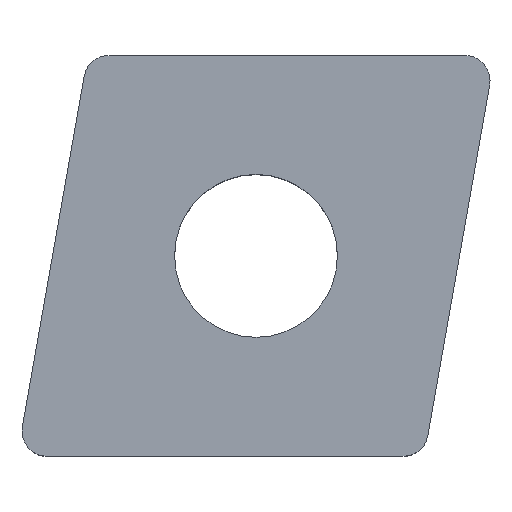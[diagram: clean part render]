
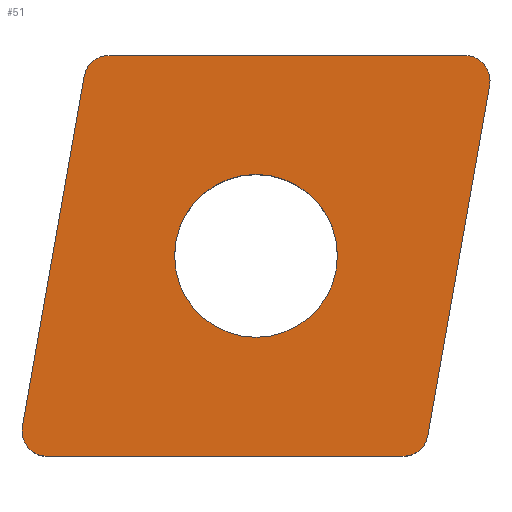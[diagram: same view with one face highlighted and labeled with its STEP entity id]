
A CAD part, top view. The second image highlights one B-rep face of the part: STEP entity #51.
In plain terms, the highlighted planar face has unit normal (0, 0, 1).
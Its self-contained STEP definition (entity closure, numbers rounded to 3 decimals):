
#51=ADVANCED_FACE('',(#69,#70),#63,.T.);
#63=PLANE('',#339);
#69=FACE_BOUND('',#73,.T.);
#70=FACE_BOUND('',#74,.T.);
#73=EDGE_LOOP('',(#87,#88,#89,#90,#91,#92,#93,#94));
#74=EDGE_LOOP('',(#95,#96));
#87=ORIENTED_EDGE('',*,*,#167,.F.);
#88=ORIENTED_EDGE('',*,*,#168,.F.);
#89=ORIENTED_EDGE('',*,*,#169,.F.);
#90=ORIENTED_EDGE('',*,*,#170,.F.);
#91=ORIENTED_EDGE('',*,*,#171,.F.);
#92=ORIENTED_EDGE('',*,*,#172,.F.);
#93=ORIENTED_EDGE('',*,*,#173,.F.);
#94=ORIENTED_EDGE('',*,*,#174,.F.);
#95=ORIENTED_EDGE('',*,*,#175,.F.);
#96=ORIENTED_EDGE('',*,*,#176,.F.);
#147=VERTEX_POINT('',#458);
#148=VERTEX_POINT('',#459);
#149=VERTEX_POINT('',#461);
#150=VERTEX_POINT('',#463);
#151=VERTEX_POINT('',#465);
#152=VERTEX_POINT('',#467);
#153=VERTEX_POINT('',#469);
#154=VERTEX_POINT('',#471);
#155=VERTEX_POINT('',#474);
#156=VERTEX_POINT('',#475);
#167=EDGE_CURVE('',#147,#148,#249,.T.);
#168=EDGE_CURVE('',#149,#147,#203,.T.);
#169=EDGE_CURVE('',#150,#149,#250,.T.);
#170=EDGE_CURVE('',#151,#150,#204,.T.);
#171=EDGE_CURVE('',#152,#151,#251,.T.);
#172=EDGE_CURVE('',#153,#152,#205,.T.);
#173=EDGE_CURVE('',#154,#153,#252,.T.);
#174=EDGE_CURVE('',#148,#154,#206,.T.);
#175=EDGE_CURVE('',#155,#156,#207,.T.);
#176=EDGE_CURVE('',#156,#155,#208,.T.);
#203=CIRCLE('',#333,0.8);
#204=CIRCLE('',#334,0.8);
#205=CIRCLE('',#335,0.8);
#206=CIRCLE('',#336,0.8);
#207=CIRCLE('',#337,2.58);
#208=CIRCLE('',#338,2.58);
#249=LINE('',#457,#271);
#250=LINE('',#462,#272);
#251=LINE('',#466,#273);
#252=LINE('',#470,#274);
#271=VECTOR('',#377,1.);
#272=VECTOR('',#380,1.);
#273=VECTOR('',#383,1.);
#274=VECTOR('',#386,1.);
#333=AXIS2_PLACEMENT_3D('',#460,#378,#379);
#334=AXIS2_PLACEMENT_3D('',#464,#381,#382);
#335=AXIS2_PLACEMENT_3D('',#468,#384,#385);
#336=AXIS2_PLACEMENT_3D('',#472,#387,#388);
#337=AXIS2_PLACEMENT_3D('',#473,#389,#390);
#338=AXIS2_PLACEMENT_3D('',#476,#391,#392);
#339=AXIS2_PLACEMENT_3D('',#477,#393,#394);
#377=DIRECTION('',(0.174,0.985,0.));
#378=DIRECTION('',(0.,0.,-1.));
#379=DIRECTION('',(0.,-1.,0.));
#380=DIRECTION('',(-1.,0.,0.));
#381=DIRECTION('',(0.,0.,-1.));
#382=DIRECTION('',(0.985,-0.174,0.));
#383=DIRECTION('',(-0.174,-0.985,0.));
#384=DIRECTION('',(0.,0.,-1.));
#385=DIRECTION('',(0.,1.,0.));
#386=DIRECTION('',(1.,0.,0.));
#387=DIRECTION('',(0.,0.,-1.));
#388=DIRECTION('',(-0.985,0.174,0.));
#389=DIRECTION('',(0.,0.,1.));
#390=DIRECTION('',(0.643,-0.766,0.));
#391=DIRECTION('',(0.,0.,1.));
#392=DIRECTION('',(-0.643,0.766,0.));
#393=DIRECTION('',(0.,0.,1.));
#394=DIRECTION('',(-0.643,0.766,0.));
#457=CARTESIAN_POINT('',(-7.402,-5.411,0.));
#458=CARTESIAN_POINT('',(-7.402,-5.411,0.));
#459=CARTESIAN_POINT('',(-5.445,5.689,0.));
#460=CARTESIAN_POINT('',(-6.614,-5.55,0.));
#461=CARTESIAN_POINT('',(-6.614,-6.35,0.));
#462=CARTESIAN_POINT('',(4.657,-6.35,0.));
#463=CARTESIAN_POINT('',(4.657,-6.35,0.));
#464=CARTESIAN_POINT('',(4.657,-5.55,0.));
#465=CARTESIAN_POINT('',(5.445,-5.689,0.));
#466=CARTESIAN_POINT('',(7.402,5.411,0.));
#467=CARTESIAN_POINT('',(7.402,5.411,0.));
#468=CARTESIAN_POINT('',(6.614,5.55,0.));
#469=CARTESIAN_POINT('',(6.614,6.35,0.));
#470=CARTESIAN_POINT('',(-4.657,6.35,0.));
#471=CARTESIAN_POINT('',(-4.657,6.35,0.));
#472=CARTESIAN_POINT('',(-4.657,5.55,0.));
#473=CARTESIAN_POINT('',(0.,0.,0.));
#474=CARTESIAN_POINT('',(1.658,-1.976,0.));
#475=CARTESIAN_POINT('',(-1.658,1.976,0.));
#476=CARTESIAN_POINT('',(0.,0.,0.));
#477=CARTESIAN_POINT('',(0.,0.,0.));
